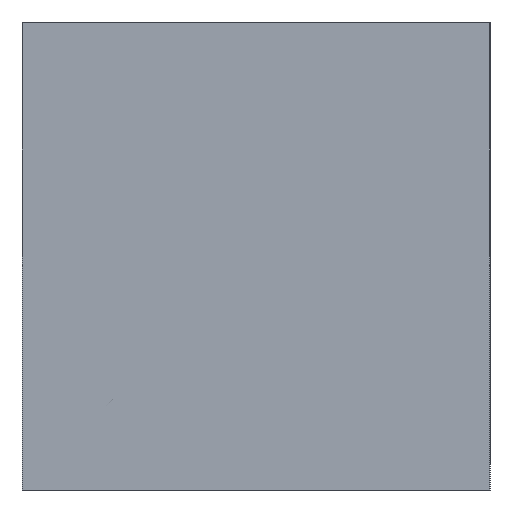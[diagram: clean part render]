
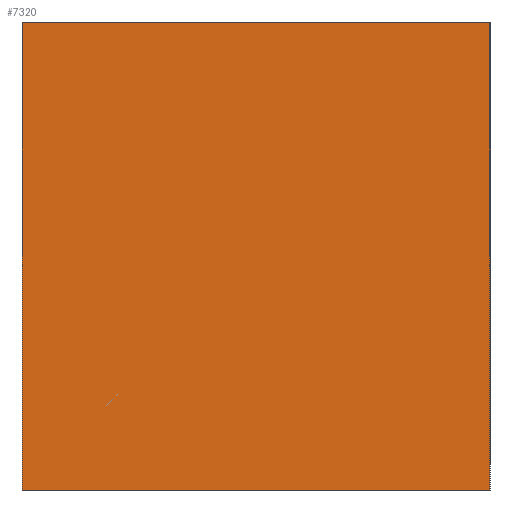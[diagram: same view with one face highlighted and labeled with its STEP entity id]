
A CAD part, left-side view. The second image highlights one B-rep face of the part: STEP entity #7320.
In plain terms, the highlighted planar face has unit normal (-1, 0, 0).
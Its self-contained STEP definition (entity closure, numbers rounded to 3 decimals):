
#404=PLANE('',#7681);
#779=FACE_OUTER_BOUND('',#1195,.T.);
#1195=EDGE_LOOP('',(#6482,#6483,#6484,#6485));
#1447=LINE('',#11534,#2103);
#1857=LINE('',#12814,#2513);
#1858=LINE('',#12815,#2514);
#1859=LINE('',#12816,#2515);
#2103=VECTOR('',#8027,10.);
#2513=VECTOR('',#9021,10.);
#2514=VECTOR('',#9022,10.);
#2515=VECTOR('',#9023,10.);
#3099=VERTEX_POINT('',#11527);
#3102=VERTEX_POINT('',#11532);
#3459=VERTEX_POINT('',#12812);
#3460=VERTEX_POINT('',#12813);
#3937=EDGE_CURVE('',#3102,#3099,#1447,.T.);
#4473=EDGE_CURVE('',#3459,#3460,#1857,.T.);
#4474=EDGE_CURVE('',#3460,#3099,#1858,.T.);
#4475=EDGE_CURVE('',#3459,#3102,#1859,.T.);
#6482=ORIENTED_EDGE('',*,*,#4473,.T.);
#6483=ORIENTED_EDGE('',*,*,#4474,.T.);
#6484=ORIENTED_EDGE('',*,*,#3937,.F.);
#6485=ORIENTED_EDGE('',*,*,#4475,.F.);
#7320=ADVANCED_FACE('',(#779),#404,.T.);
#7681=AXIS2_PLACEMENT_3D('',#12811,#9019,#9020);
#8027=DIRECTION('',(0.,-1.,0.));
#9019=DIRECTION('center_axis',(-1.,0.,0.));
#9020=DIRECTION('ref_axis',(0.,-1.,0.));
#9021=DIRECTION('',(0.,-1.,0.));
#9022=DIRECTION('',(0.,0.,1.));
#9023=DIRECTION('',(0.,0.,1.));
#11527=CARTESIAN_POINT('',(0.,0.,50.8));
#11532=CARTESIAN_POINT('',(0.,50.8,50.8));
#11534=CARTESIAN_POINT('',(0.,50.8,50.8));
#12811=CARTESIAN_POINT('Origin',(0.,50.8,0.));
#12812=CARTESIAN_POINT('',(0.,50.8,0.));
#12813=CARTESIAN_POINT('',(0.,0.,0.));
#12814=CARTESIAN_POINT('',(0.,50.8,0.));
#12815=CARTESIAN_POINT('',(0.,0.,0.));
#12816=CARTESIAN_POINT('',(0.,50.8,0.));
